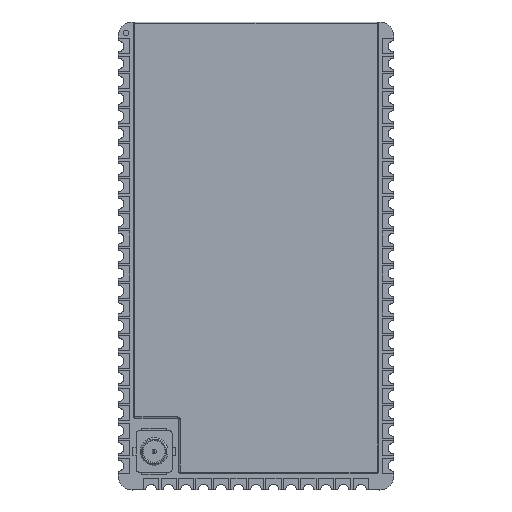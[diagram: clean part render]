
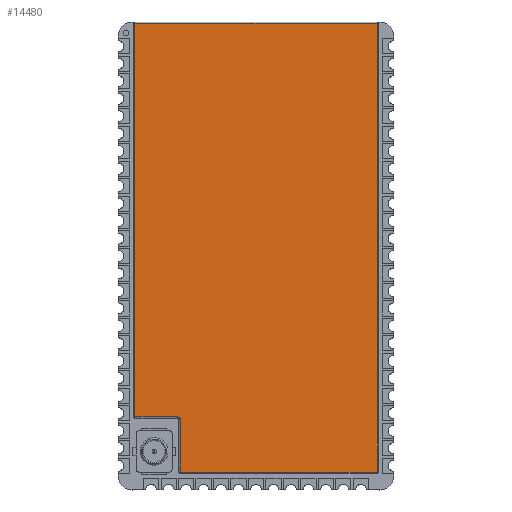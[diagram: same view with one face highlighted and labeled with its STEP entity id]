
A CAD part, top view. The second image highlights one B-rep face of the part: STEP entity #14480.
In plain terms, the highlighted planar face has unit normal (0, 0, 1).
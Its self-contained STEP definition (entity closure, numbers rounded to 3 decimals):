
#14140 = VERTEX_POINT('',#14141);
#14141 = CARTESIAN_POINT('',(8.8,16.9,2.7));
#14150 = VERTEX_POINT('',#14151);
#14151 = CARTESIAN_POINT('',(-8.8,16.9,2.7));
#14158 = EDGE_CURVE('',#14150,#14140,#14159,.T.);
#14159 = LINE('',#14160,#14161);
#14160 = CARTESIAN_POINT('',(-8.8,16.9,2.7));
#14161 = VECTOR('',#14162,1.);
#14162 = DIRECTION('',(1.,0.,0.));
#14189 = EDGE_CURVE('',#14150,#14190,#14192,.T.);
#14190 = VERTEX_POINT('',#14191);
#14191 = CARTESIAN_POINT('',(-8.8,-11.7,2.7));
#14192 = LINE('',#14193,#14194);
#14193 = CARTESIAN_POINT('',(-8.8,17.,2.7
    ));
#14194 = VECTOR('',#14195,1.);
#14195 = DIRECTION('',(0.,-1.,0.));
#14234 = VERTEX_POINT('',#14235);
#14235 = CARTESIAN_POINT('',(-5.7,-11.7,2.7));
#14242 = EDGE_CURVE('',#14190,#14234,#14243,.T.);
#14243 = LINE('',#14244,#14245);
#14244 = CARTESIAN_POINT('',(-8.8,-11.7,
    2.7));
#14245 = VECTOR('',#14246,1.);
#14246 = DIRECTION('',(1.,0.,0.));
#14258 = VERTEX_POINT('',#14259);
#14259 = CARTESIAN_POINT('',(-5.5,-11.9,2.7));
#14266 = EDGE_CURVE('',#14234,#14258,#14267,.T.);
#14267 = CIRCLE('',#14268,0.2);
#14268 = AXIS2_PLACEMENT_3D('',#14269,#14270,#14271);
#14269 = CARTESIAN_POINT('',(-5.7,-11.9,
    2.7));
#14270 = DIRECTION('',(0.,0.,-1.));
#14271 = DIRECTION('',(0.,1.,0.));
#14285 = VERTEX_POINT('',#14286);
#14286 = CARTESIAN_POINT('',(-5.5,-15.7,2.7));
#14293 = EDGE_CURVE('',#14258,#14285,#14294,.T.);
#14294 = LINE('',#14295,#14296);
#14295 = CARTESIAN_POINT('',(-5.5,-11.8,
    2.7));
#14296 = VECTOR('',#14297,1.);
#14297 = DIRECTION('',(0.,-1.,0.));
#14326 = VERTEX_POINT('',#14327);
#14327 = CARTESIAN_POINT('',(8.8,-15.7,2.7));
#14334 = EDGE_CURVE('',#14285,#14326,#14335,.T.);
#14335 = LINE('',#14336,#14337);
#14336 = CARTESIAN_POINT('',(-5.6,-15.7,
    2.7));
#14337 = VECTOR('',#14338,1.);
#14338 = DIRECTION('',(1.,0.,0.));
#14374 = EDGE_CURVE('',#14140,#14326,#14375,.T.);
#14375 = LINE('',#14376,#14377);
#14376 = CARTESIAN_POINT('',(8.8,17.,2.7)
  );
#14377 = VECTOR('',#14378,1.);
#14378 = DIRECTION('',(0.,-1.,0.));
#14480 = ADVANCED_FACE('',(#14481),#14490,.T.);
#14481 = FACE_BOUND('',#14482,.T.);
#14482 = EDGE_LOOP('',(#14483,#14484,#14485,#14486,#14487,#14488,#14489)
  );
#14483 = ORIENTED_EDGE('',*,*,#14374,.F.);
#14484 = ORIENTED_EDGE('',*,*,#14158,.F.);
#14485 = ORIENTED_EDGE('',*,*,#14189,.T.);
#14486 = ORIENTED_EDGE('',*,*,#14242,.T.);
#14487 = ORIENTED_EDGE('',*,*,#14266,.T.);
#14488 = ORIENTED_EDGE('',*,*,#14293,.T.);
#14489 = ORIENTED_EDGE('',*,*,#14334,.T.);
#14490 = PLANE('',#14491);
#14491 = AXIS2_PLACEMENT_3D('',#14492,#14493,#14494);
#14492 = CARTESIAN_POINT('',(-8.9,17.,2.7));
#14493 = DIRECTION('',(0.,0.,1.));
#14494 = DIRECTION('',(0.,-1.,0.));
